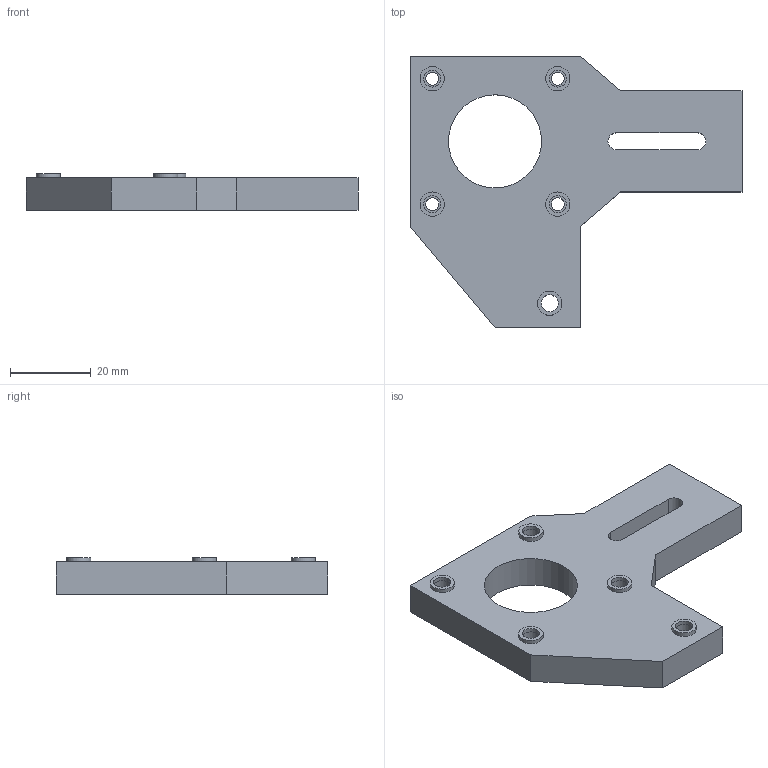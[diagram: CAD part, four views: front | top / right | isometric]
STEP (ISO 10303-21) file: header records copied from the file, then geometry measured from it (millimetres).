
FILE_DESCRIPTION(('FreeCAD Model'),'2;1');
FILE_NAME('Open CASCADE Shape Model','2024-07-03T14:51:13',(''),(''), 'Open CASCADE STEP processor 7.7','FreeCAD','Unknown');
FILE_SCHEMA(('AUTOMOTIVE_DESIGN { 1 0 10303 214 1 1 1 1 }'));
Length unit declared in the file: millimetre
Products named in the file (1): bottom
Bounding box: 82 x 67 x 9 mm (x, y, z)
Volume: 24573 mm3; surface area: 9999.4 mm2
Topology: 1 solids, 1 shells, 45 faces, 97 edges, 63 vertices
Faces by surface type: plane 23, cylinder 22
Full cylindrical faces by diameter (mm): 3.2 x4, 4.2 x10, 6 x5, 23 x1
Entity records: 1280 total; most frequent: DIRECTION 228, CARTESIAN_POINT 206, ORIENTED_EDGE 194, EDGE_CURVE 97, AXIS2_PLACEMENT_3D 85, FACE_BOUND 68, EDGE_LOOP 68, VERTEX_POINT 63
